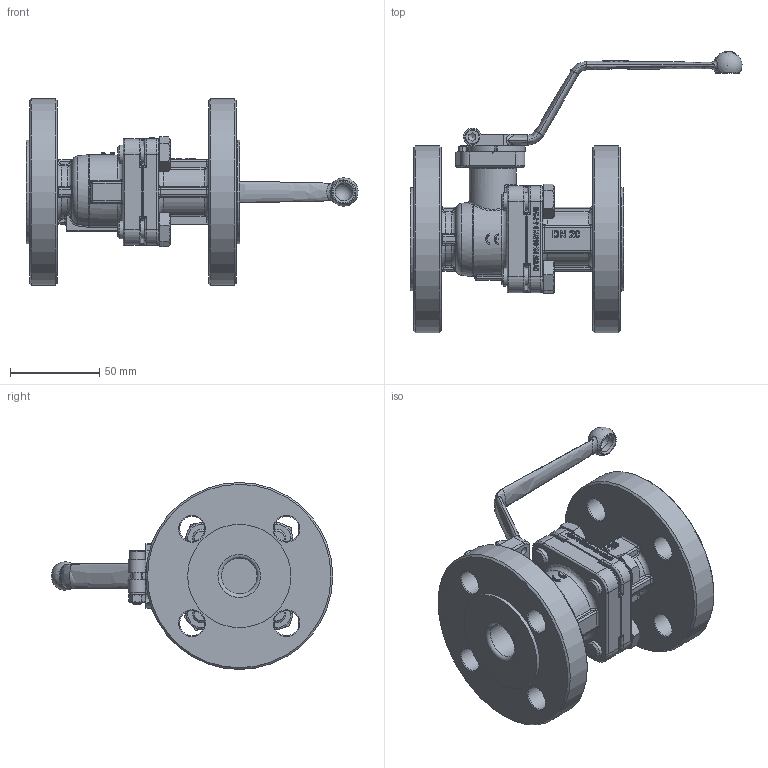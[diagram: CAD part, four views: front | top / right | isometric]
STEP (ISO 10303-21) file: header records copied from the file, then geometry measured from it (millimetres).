
FILE_DESCRIPTION (( 'STEP AP214' ), '1' );
FILE_NAME ('DVGW-FK-034W16-4-71ME 2211.STEP', '2022-11-29T08:57:14', ( '' ), ( '' ), 'SwSTEP 2.0', 'SolidWorks 2019', '' );
FILE_SCHEMA (( 'AUTOMOTIVE_DESIGN' ));
Length unit declared in the file: millimetre
Products named in the file (1): DVGW-FK-034W16-4-71ME 2211
Bounding box: 186.44 x 158.09 x 105 mm (x, y, z)
Volume: 416350.4 mm3; surface area: 87291.8 mm2
Topology: 1 solids, 1 shells, 1148 faces, 2924 edges, 1812 vertices
Faces by surface type: plane 446, bspline 284, cylinder 235, torus 113, cone 58, sphere 12
Full cylindrical faces by diameter (mm): 4 x3, 4.134 x4, 5 x2, 5.5 x2, 8.5 x1, 10 x9, 11 x4, 14 x8, 14.688 x1, 14.8 x4, 20 x2, 26.5 x1, 27 x1, 58 x2, 105 x2
Entity records: 47477 total; most frequent: CARTESIAN_POINT 20100, ORIENTED_EDGE 5532, DIRECTION 4115, EDGE_CURVE 2766, VERTEX_POINT 1769, AXIS2_PLACEMENT_3D 1424, EDGE_LOOP 1341, VECTOR 1267
